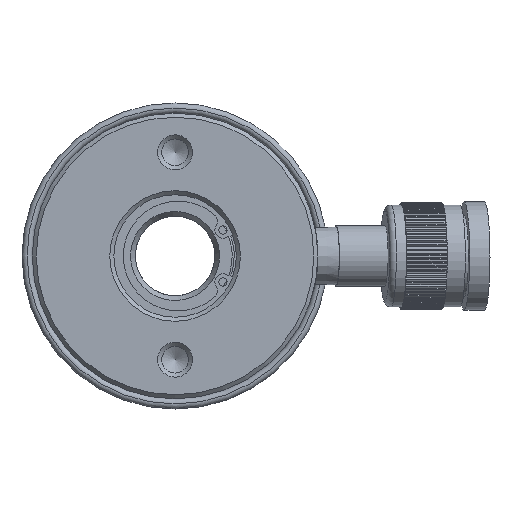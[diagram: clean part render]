
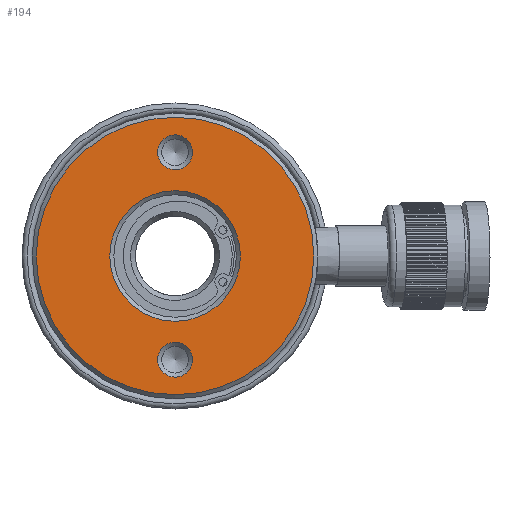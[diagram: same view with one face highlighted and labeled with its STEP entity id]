
A CAD part, front view. The second image highlights one B-rep face of the part: STEP entity #194.
In plain terms, the highlighted planar face has unit normal (0, -1, 0).
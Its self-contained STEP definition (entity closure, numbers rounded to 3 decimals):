
#145 = EDGE_LOOP ( 'NONE', ( #11329 ) ) ;
#194 = ADVANCED_FACE ( 'NONE', ( #6423, #5463, #4344, #1728 ), #195, .T. ) ;
#195 = PLANE ( 'NONE',  #8300 ) ;
#258 = EDGE_CURVE ( 'NONE', #12178, #12178, #12610, .T. ) ;
#476 = CARTESIAN_POINT ( 'NONE',  ( 0., 0., -16. ) ) ;
#1014 = EDGE_LOOP ( 'NONE', ( #4600 ) ) ;
#1728 = FACE_OUTER_BOUND ( 'NONE', #1014, .T. ) ;
#2299 = DIRECTION ( 'NONE',  ( 0., -1., 0. ) ) ;
#2477 = EDGE_CURVE ( 'NONE', #3269, #3269, #13114, .T. ) ;
#2672 = CARTESIAN_POINT ( 'NONE',  ( 0., 0., -29.664 ) ) ;
#3134 = AXIS2_PLACEMENT_3D ( 'NONE', #9440, #4329, #8482 ) ;
#3244 = CARTESIAN_POINT ( 'NONE',  ( 0., 0., -25.4 ) ) ;
#3269 = VERTEX_POINT ( 'NONE', #2672 ) ;
#4180 = DIRECTION ( 'NONE',  ( 0., 1., 0. ) ) ;
#4223 = CIRCLE ( 'NONE', #7255, 34. ) ;
#4329 = DIRECTION ( 'NONE',  ( 0., 1., 0. ) ) ;
#4344 = FACE_BOUND ( 'NONE', #145, .T. ) ;
#4379 = DIRECTION ( 'NONE',  ( 0., 0., -1. ) ) ;
#4600 = ORIENTED_EDGE ( 'NONE', *, *, #7321, .T. ) ;
#4764 = AXIS2_PLACEMENT_3D ( 'NONE', #3244, #4180, #11482 ) ;
#5463 = FACE_BOUND ( 'NONE', #11741, .T. ) ;
#6345 = CARTESIAN_POINT ( 'NONE',  ( -15., 0., 0. ) ) ;
#6423 = FACE_BOUND ( 'NONE', #7068, .T. ) ;
#6529 = CARTESIAN_POINT ( 'NONE',  ( 0., 0., 0. ) ) ;
#6600 = ORIENTED_EDGE ( 'NONE', *, *, #2477, .T. ) ;
#6643 = CIRCLE ( 'NONE', #3134, 4.264 ) ;
#6945 = CARTESIAN_POINT ( 'NONE',  ( 0., 0., -34. ) ) ;
#7068 = EDGE_LOOP ( 'NONE', ( #6600 ) ) ;
#7156 = DIRECTION ( 'NONE',  ( 0., 0., -1. ) ) ;
#7255 = AXIS2_PLACEMENT_3D ( 'NONE', #12296, #13336, #7156 ) ;
#7321 = EDGE_CURVE ( 'NONE', #12654, #12654, #4223, .T. ) ;
#7343 = EDGE_CURVE ( 'NONE', #12810, #12810, #6643, .T. ) ;
#8300 = AXIS2_PLACEMENT_3D ( 'NONE', #6345, #2299, #8538 ) ;
#8482 = DIRECTION ( 'NONE',  ( 0., 0., -1. ) ) ;
#8538 = DIRECTION ( 'NONE',  ( 0., 0., -1. ) ) ;
#9440 = CARTESIAN_POINT ( 'NONE',  ( 0., 0., 25.4 ) ) ;
#9634 = DIRECTION ( 'NONE',  ( 0., 1., 0. ) ) ;
#11329 = ORIENTED_EDGE ( 'NONE', *, *, #258, .T. ) ;
#11482 = DIRECTION ( 'NONE',  ( 0., 0., -1. ) ) ;
#11545 = AXIS2_PLACEMENT_3D ( 'NONE', #6529, #9634, #4379 ) ;
#11741 = EDGE_LOOP ( 'NONE', ( #12091 ) ) ;
#12091 = ORIENTED_EDGE ( 'NONE', *, *, #7343, .T. ) ;
#12178 = VERTEX_POINT ( 'NONE', #476 ) ;
#12265 = CARTESIAN_POINT ( 'NONE',  ( 0., 0., 21.136 ) ) ;
#12296 = CARTESIAN_POINT ( 'NONE',  ( 0., 0., 0. ) ) ;
#12610 = CIRCLE ( 'NONE', #11545, 16. ) ;
#12654 = VERTEX_POINT ( 'NONE', #6945 ) ;
#12810 = VERTEX_POINT ( 'NONE', #12265 ) ;
#13114 = CIRCLE ( 'NONE', #4764, 4.264 ) ;
#13336 = DIRECTION ( 'NONE',  ( 0., -1., 0. ) ) ;
